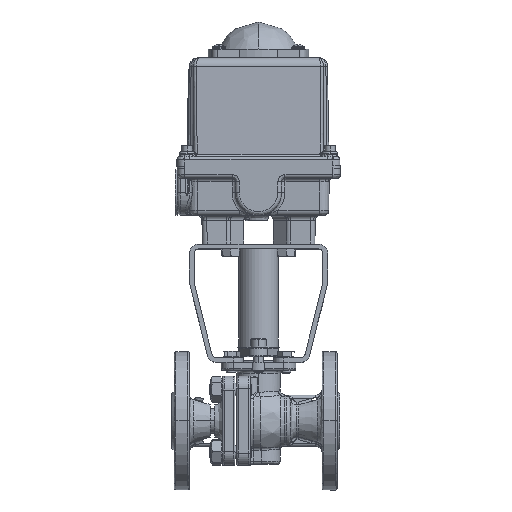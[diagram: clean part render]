
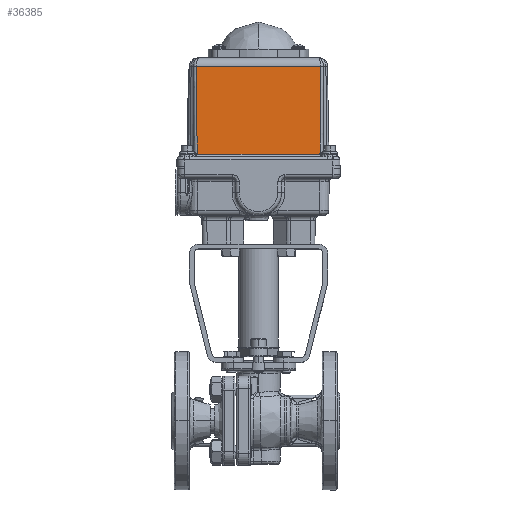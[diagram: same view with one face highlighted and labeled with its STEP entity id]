
A CAD part, top view. The second image highlights one B-rep face of the part: STEP entity #36385.
In plain terms, the highlighted planar face has unit normal (0, 0.018, 1).
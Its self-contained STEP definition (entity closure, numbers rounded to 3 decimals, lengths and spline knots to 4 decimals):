
#634 = CARTESIAN_POINT ( 'NONE',  ( -1.5608, 7.5273, 2.0966 ) ) ;
#720 = CARTESIAN_POINT ( 'NONE',  ( -1.575, 8.983, 2.0712 ) ) ;
#899 = DIRECTION ( 'NONE',  ( 0., 1., -0.017 ) ) ;
#1714 = ORIENTED_EDGE ( 'NONE', *, *, #3421, .F. ) ;
#2068 = CARTESIAN_POINT ( 'NONE',  ( -1.5638, 6.7463, 2.1102 ) ) ;
#2126 = VECTOR ( 'NONE', #899, 39.3701 ) ;
#2266 = CARTESIAN_POINT ( 'NONE',  ( 1.5771, 8.9807, 2.0712 ) ) ;
#3062 = VERTEX_POINT ( 'NONE', #21230 ) ;
#3421 = EDGE_CURVE ( 'NONE', #40397, #34089, #30512, .T. ) ;
#3694 = VERTEX_POINT ( 'NONE', #24631 ) ;
#4070 = B_SPLINE_CURVE_WITH_KNOTS ( 'NONE', 3,
 ( #21704, #46811, #634, #30068 ),
 .UNSPECIFIED., .F., .F.,
 ( 4, 4 ),
 ( 0., 1. ),
 .UNSPECIFIED. ) ;
#4414 = VECTOR ( 'NONE', #32157, 39.3701 ) ;
#4654 = CARTESIAN_POINT ( 'NONE',  ( -1.575, 8.983, 2.0712 ) ) ;
#5111 = CARTESIAN_POINT ( 'NONE',  ( 1.5771, 8.9807, 2.0712 ) ) ;
#5589 = CARTESIAN_POINT ( 'NONE',  ( -1.5638, 6.7463, 2.1102 ) ) ;
#6127 = VERTEX_POINT ( 'NONE', #42807 ) ;
#9161 = DIRECTION ( 'NONE',  ( 0., 1., -0.017 ) ) ;
#10322 = CARTESIAN_POINT ( 'NONE',  ( -1.5753, 6.753, 2.1101 ) ) ;
#10707 = CARTESIAN_POINT ( 'NONE',  ( 1.5629, 7.5397, 2.0964 ) ) ;
#10870 = B_SPLINE_CURVE_WITH_KNOTS ( 'NONE', 3,
 ( #35916, #40147, #19280, #48601, #23495, #52835 ),
 .UNSPECIFIED., .F., .F.,
 ( 4, 2, 4 ),
 ( 0., 0.5, 1. ),
 .UNSPECIFIED. ) ;
#12139 = ORIENTED_EDGE ( 'NONE', *, *, #33185, .F. ) ;
#13175 = CARTESIAN_POINT ( 'NONE',  ( -1.575, 8.9807, 2.0712 ) ) ;
#13212 = LINE ( 'NONE', #18383, #35560 ) ;
#13919 = LINE ( 'NONE', #49557, #36294 ) ;
#14254 = CARTESIAN_POINT ( 'NONE',  ( 1.7895, 6.4472, 2.1155 ) ) ;
#14668 = LINE ( 'NONE', #5111, #2126 ) ;
#14890 = CARTESIAN_POINT ( 'NONE',  ( -1.5552, 6.7558, 2.1101 ) ) ;
#15661 = AXIS2_PLACEMENT_3D ( 'NONE', #14254, #43664, #18525 ) ;
#16907 = ORIENTED_EDGE ( 'NONE', *, *, #46400, .T. ) ;
#17014 = LINE ( 'NONE', #53474, #4414 ) ;
#18383 = CARTESIAN_POINT ( 'NONE',  ( 1.7895, 6.7558, 2.1101 ) ) ;
#18525 = DIRECTION ( 'NONE',  ( 0., -1., 0.017 ) ) ;
#19280 = CARTESIAN_POINT ( 'NONE',  ( 1.5713, 6.7472, 2.1102 ) ) ;
#19449 = B_SPLINE_CURVE_WITH_KNOTS ( 'NONE', 3,
 ( #2266, #35907, #10707, #40137 ),
 .UNSPECIFIED., .F., .F.,
 ( 4, 4 ),
 ( 0., 1. ),
 .UNSPECIFIED. ) ;
#20240 = DIRECTION ( 'NONE',  ( -1., 0., 0. ) ) ;
#20495 = ORIENTED_EDGE ( 'NONE', *, *, #32014, .F. ) ;
#21230 = CARTESIAN_POINT ( 'NONE',  ( -1.576, 6.7558, 2.1101 ) ) ;
#21704 = CARTESIAN_POINT ( 'NONE',  ( -1.575, 8.9807, 2.0712 ) ) ;
#23112 = CARTESIAN_POINT ( 'NONE',  ( -1.5738, 6.7507, 2.1102 ) ) ;
#23143 = EDGE_CURVE ( 'NONE', #48489, #6127, #17014, .T. ) ;
#23495 = CARTESIAN_POINT ( 'NONE',  ( 1.5773, 6.7529, 2.1101 ) ) ;
#24463 = VERTEX_POINT ( 'NONE', #14890 ) ;
#24631 = CARTESIAN_POINT ( 'NONE',  ( 1.578, 6.7558, 2.1101 ) ) ;
#27287 = CARTESIAN_POINT ( 'NONE',  ( -1.5667, 6.7463, 2.1102 ) ) ;
#27423 = ORIENTED_EDGE ( 'NONE', *, *, #41434, .T. ) ;
#29167 = CARTESIAN_POINT ( 'NONE',  ( 1.7895, 8.983, 2.0712 ) ) ;
#30068 = CARTESIAN_POINT ( 'NONE',  ( -1.5552, 6.7558, 2.1101 ) ) ;
#30124 = EDGE_CURVE ( 'NONE', #42719, #34089, #14668, .T. ) ;
#30512 = LINE ( 'NONE', #29167, #52876 ) ;
#30964 = ORIENTED_EDGE ( 'NONE', *, *, #33703, .T. ) ;
#32014 = EDGE_CURVE ( 'NONE', #36229, #40397, #35571, .T. ) ;
#32157 = DIRECTION ( 'NONE',  ( 1., 0., 0. ) ) ;
#33185 = EDGE_CURVE ( 'NONE', #42719, #38797, #19449, .T. ) ;
#33363 = DIRECTION ( 'NONE',  ( 1., 0., 0. ) ) ;
#33703 = EDGE_CURVE ( 'NONE', #3062, #48489, #47978, .T. ) ;
#34089 = VERTEX_POINT ( 'NONE', #35818 ) ;
#34254 = VECTOR ( 'NONE', #9161, 39.3701 ) ;
#35559 = ORIENTED_EDGE ( 'NONE', *, *, #23143, .T. ) ;
#35560 = VECTOR ( 'NONE', #47744, 39.3701 ) ;
#35571 = LINE ( 'NONE', #720, #34254 ) ;
#35818 = CARTESIAN_POINT ( 'NONE',  ( 1.5771, 8.983, 2.0712 ) ) ;
#35907 = CARTESIAN_POINT ( 'NONE',  ( 1.5696, 8.2845, 2.0834 ) ) ;
#35916 = CARTESIAN_POINT ( 'NONE',  ( 1.5658, 6.7463, 2.1102 ) ) ;
#36229 = VERTEX_POINT ( 'NONE', #13175 ) ;
#36294 = VECTOR ( 'NONE', #20240, 39.3701 ) ;
#36385 = ADVANCED_FACE ( 'NONE', ( #48016 ), #43465, .T. ) ;
#37528 = ORIENTED_EDGE ( 'NONE', *, *, #30124, .T. ) ;
#37819 = ORIENTED_EDGE ( 'NONE', *, *, #51048, .T. ) ;
#38797 = VERTEX_POINT ( 'NONE', #48286 ) ;
#40137 = CARTESIAN_POINT ( 'NONE',  ( 1.5572, 6.7558, 2.1101 ) ) ;
#40147 = CARTESIAN_POINT ( 'NONE',  ( 1.5687, 6.7463, 2.1102 ) ) ;
#40397 = VERTEX_POINT ( 'NONE', #4654 ) ;
#41434 = EDGE_CURVE ( 'NONE', #36229, #24463, #4070, .T. ) ;
#42719 = VERTEX_POINT ( 'NONE', #52656 ) ;
#42807 = CARTESIAN_POINT ( 'NONE',  ( 1.5658, 6.7463, 2.1102 ) ) ;
#43465 = PLANE ( 'NONE',  #15661 ) ;
#43630 = CARTESIAN_POINT ( 'NONE',  ( -1.576, 6.7558, 2.1101 ) ) ;
#43664 = DIRECTION ( 'NONE',  ( 0., 0.017, 1. ) ) ;
#45238 = ORIENTED_EDGE ( 'NONE', *, *, #50362, .T. ) ;
#46400 = EDGE_CURVE ( 'NONE', #24463, #3062, #13919, .T. ) ;
#46811 = CARTESIAN_POINT ( 'NONE',  ( -1.5674, 8.2689, 2.0837 ) ) ;
#46844 = EDGE_LOOP ( 'NONE', ( #20495, #27423, #16907, #30964, #35559, #45238, #37819, #12139, #37528, #1714 ) ) ;
#47744 = DIRECTION ( 'NONE',  ( -1., 0., 0. ) ) ;
#47978 = B_SPLINE_CURVE_WITH_KNOTS ( 'NONE', 3,
 ( #43630, #10322, #23112, #52439, #27287, #2068 ),
 .UNSPECIFIED., .F., .F.,
 ( 4, 2, 4 ),
 ( 0., 0.5, 1. ),
 .UNSPECIFIED. ) ;
#48016 = FACE_OUTER_BOUND ( 'NONE', #46844, .T. ) ;
#48286 = CARTESIAN_POINT ( 'NONE',  ( 1.5572, 6.7558, 2.1101 ) ) ;
#48489 = VERTEX_POINT ( 'NONE', #5589 ) ;
#48601 = CARTESIAN_POINT ( 'NONE',  ( 1.5758, 6.7507, 2.1102 ) ) ;
#49557 = CARTESIAN_POINT ( 'NONE',  ( 1.7895, 6.7558, 2.1101 ) ) ;
#50362 = EDGE_CURVE ( 'NONE', #6127, #3694, #10870, .T. ) ;
#51048 = EDGE_CURVE ( 'NONE', #3694, #38797, #13212, .T. ) ;
#52439 = CARTESIAN_POINT ( 'NONE',  ( -1.5692, 6.7472, 2.1102 ) ) ;
#52656 = CARTESIAN_POINT ( 'NONE',  ( 1.5771, 8.9807, 2.0712 ) ) ;
#52835 = CARTESIAN_POINT ( 'NONE',  ( 1.578, 6.7558, 2.1101 ) ) ;
#52876 = VECTOR ( 'NONE', #33363, 39.3701 ) ;
#53474 = CARTESIAN_POINT ( 'NONE',  ( 1.7895, 6.7463, 2.1102 ) ) ;
